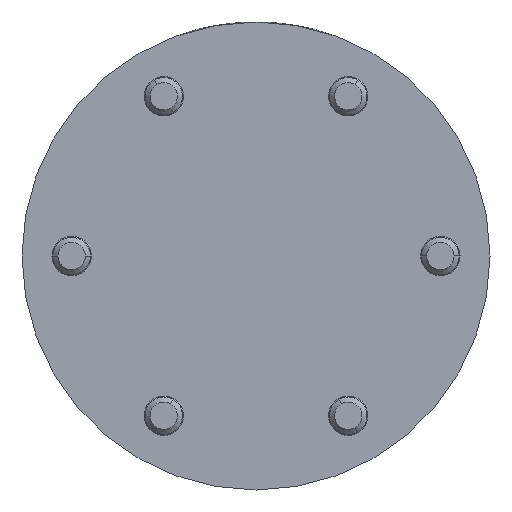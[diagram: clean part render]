
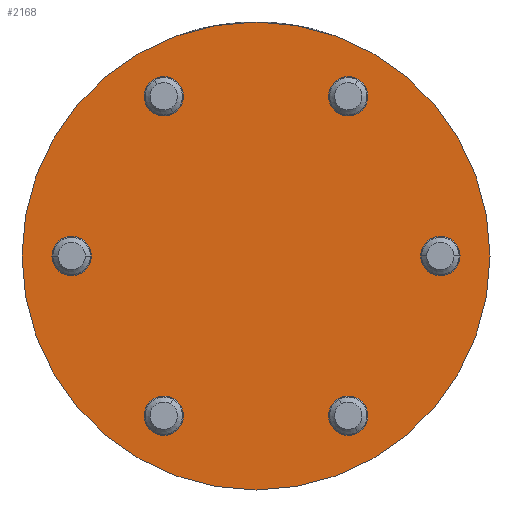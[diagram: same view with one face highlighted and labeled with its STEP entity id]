
A CAD part, front view. The second image highlights one B-rep face of the part: STEP entity #2168.
In plain terms, the highlighted planar face has unit normal (0, -1, 0).
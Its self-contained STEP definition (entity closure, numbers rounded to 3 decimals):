
#1602=VERTEX_POINT('',#3909);
#1668=EDGE_CURVE('',#3134,#1934,#3982,.T.);
#1736=EDGE_CURVE('',#1808,#3130,#4060,.T.);
#1808=VERTEX_POINT('',#4141);
#1826=VERTEX_POINT('',#4160);
#1912=EDGE_CURVE('',#2724,#2828,#4255,.T.);
#1914=VERTEX_POINT('',#4257);
#1934=VERTEX_POINT('',#4278);
#2018=EDGE_CURVE('',#1602,#2180,#4371,.T.);
#2078=EDGE_CURVE('',#2828,#2724,#4457,.T.);
#2168=ADVANCED_FACE('',(#4553,#4554,#4555,#4556,#4557,#4558,#4559),#4560,.T.);
#2176=EDGE_CURVE('',#3370,#1914,#4569,.T.);
#2180=VERTEX_POINT('',#4574);
#2198=VERTEX_POINT('',#4594);
#2300=EDGE_CURVE('',#1914,#3370,#4712,.T.);
#2304=EDGE_CURVE('',#1934,#3134,#4716,.T.);
#2514=VERTEX_POINT('',#4946);
#2682=EDGE_CURVE('',#2198,#1826,#5131,.T.);
#2724=VERTEX_POINT('',#5179);
#2816=VERTEX_POINT('',#5279);
#2822=EDGE_CURVE('',#3130,#1808,#5286,.T.);
#2828=VERTEX_POINT('',#5293);
#3092=EDGE_CURVE('',#2514,#2816,#5582,.T.);
#3130=VERTEX_POINT('',#5625);
#3134=VERTEX_POINT('',#5629);
#3346=EDGE_CURVE('',#1826,#2198,#5862,.T.);
#3352=EDGE_CURVE('',#2180,#1602,#5869,.T.);
#3370=VERTEX_POINT('',#5888);
#3374=EDGE_CURVE('',#2816,#2514,#5893,.T.);
#3909=CARTESIAN_POINT('',(-21.8,0.,0.));
#3982=CIRCLE('',#7057,2.1);
#4060=CIRCLE('',#7161,2.1);
#4141=CARTESIAN_POINT('',(-10.9,0.,18.879));
#4160=CARTESIAN_POINT('',(-8.8,0.,-15.242));
#4255=CIRCLE('',#7455,2.1);
#4257=CARTESIAN_POINT('',(10.9,0.,-18.879));
#4278=CARTESIAN_POINT('',(17.6,0.0,0.));
#4371=CIRCLE('',#7663,2.1);
#4457=CIRCLE('',#7809,2.1);
#4553=FACE_BOUND('',#7945,.T.);
#4554=FACE_BOUND('',#7946,.T.);
#4555=FACE_BOUND('',#7947,.T.);
#4556=FACE_BOUND('',#7948,.T.);
#4557=FACE_BOUND('',#7949,.T.);
#4558=FACE_BOUND('',#7950,.T.);
#4559=FACE_OUTER_BOUND('',#7951,.T.);
#4560=PLANE('',#7952);
#4569=CIRCLE('',#7965,2.1);
#4574=CARTESIAN_POINT('',(-17.6,0.,0.));
#4594=CARTESIAN_POINT('',(-10.9,0.,-18.879));
#4712=CIRCLE('',#8153,2.1);
#4716=CIRCLE('',#8158,2.1);
#4946=CARTESIAN_POINT('',(-25.0,0.0,0.));
#5131=CIRCLE('',#8894,2.1);
#5179=CARTESIAN_POINT('',(8.8,0.,15.242));
#5279=CARTESIAN_POINT('',(25.0,0.0,0.0));
#5286=CIRCLE('',#9169,2.1);
#5293=CARTESIAN_POINT('',(10.9,0.,18.879));
#5582=CIRCLE('',#9605,25.0);
#5625=CARTESIAN_POINT('',(-8.8,0.,15.242));
#5629=CARTESIAN_POINT('',(21.8,0.,0.));
#5862=CIRCLE('',#10114,2.1);
#5869=CIRCLE('',#10122,2.1);
#5888=CARTESIAN_POINT('',(8.8,0.,-15.242));
#5893=CIRCLE('',#10152,25.0);
#7057=AXIS2_PLACEMENT_3D('',#10859,#10860,#10861);
#7161=AXIS2_PLACEMENT_3D('',#10954,#10955,#10956);
#7455=AXIS2_PLACEMENT_3D('',#11175,#11176,#11177);
#7663=AXIS2_PLACEMENT_3D('',#11308,#11309,#11310);
#7809=AXIS2_PLACEMENT_3D('',#11452,#11453,#11454);
#7945=EDGE_LOOP('',(#11545,#11546));
#7946=EDGE_LOOP('',(#11547,#11548));
#7947=EDGE_LOOP('',(#11549,#11550));
#7948=EDGE_LOOP('',(#11551,#11552));
#7949=EDGE_LOOP('',(#11553,#11554));
#7950=EDGE_LOOP('',(#11555,#11556));
#7951=EDGE_LOOP('',(#11557,#11558));
#7952=AXIS2_PLACEMENT_3D('',#11559,#11560,#11561);
#7965=AXIS2_PLACEMENT_3D('',#11574,#11575,#11576);
#8153=AXIS2_PLACEMENT_3D('',#11751,#11752,#11753);
#8158=AXIS2_PLACEMENT_3D('',#11754,#11755,#11756);
#8894=AXIS2_PLACEMENT_3D('',#12210,#12211,#12212);
#9169=AXIS2_PLACEMENT_3D('',#12362,#12363,#12364);
#9605=AXIS2_PLACEMENT_3D('',#12708,#12709,#12710);
#10114=AXIS2_PLACEMENT_3D('',#13004,#13005,#13006);
#10122=AXIS2_PLACEMENT_3D('',#13015,#13016,#13017);
#10152=AXIS2_PLACEMENT_3D('',#13038,#13039,#13040);
#10859=CARTESIAN_POINT('',(19.7,0.,0.));
#10860=DIRECTION('',(0.0,1.0,0.0));
#10861=DIRECTION('',(-1.0,0.0,0.));
#10954=CARTESIAN_POINT('',(-9.85,0.,17.061));
#10955=DIRECTION('',(0.0,1.0,0.0));
#10956=DIRECTION('',(0.5,0.0,-0.866));
#11175=CARTESIAN_POINT('',(9.85,0.,17.061));
#11176=DIRECTION('',(0.0,1.0,0.0));
#11177=DIRECTION('',(-0.5,0.0,-0.866));
#11308=CARTESIAN_POINT('',(-19.7,0.,0.0));
#11309=DIRECTION('',(-0.0,1.0,0.0));
#11310=DIRECTION('',(1.0,0.0,0.0));
#11452=CARTESIAN_POINT('',(9.85,0.,17.061));
#11453=DIRECTION('',(0.0,1.0,0.0));
#11454=DIRECTION('',(-0.5,0.0,-0.866));
#11545=ORIENTED_EDGE('',*,*,#2682,.T.);
#11546=ORIENTED_EDGE('',*,*,#3346,.T.);
#11547=ORIENTED_EDGE('',*,*,#2300,.T.);
#11548=ORIENTED_EDGE('',*,*,#2176,.T.);
#11549=ORIENTED_EDGE('',*,*,#1668,.T.);
#11550=ORIENTED_EDGE('',*,*,#2304,.T.);
#11551=ORIENTED_EDGE('',*,*,#2078,.T.);
#11552=ORIENTED_EDGE('',*,*,#1912,.T.);
#11553=ORIENTED_EDGE('',*,*,#1736,.T.);
#11554=ORIENTED_EDGE('',*,*,#2822,.T.);
#11555=ORIENTED_EDGE('',*,*,#2018,.T.);
#11556=ORIENTED_EDGE('',*,*,#3352,.T.);
#11557=ORIENTED_EDGE('',*,*,#3374,.F.);
#11558=ORIENTED_EDGE('',*,*,#3092,.F.);
#11559=CARTESIAN_POINT('',(12.5,0.0,0.0));
#11560=DIRECTION('',(-0.0,-1.0,-0.0));
#11561=DIRECTION('',(-1.0,0.0,0.0));
#11574=CARTESIAN_POINT('',(9.85,0.,-17.061));
#11575=DIRECTION('',(0.0,1.0,0.0));
#11576=DIRECTION('',(-0.5,0.0,0.866));
#11751=CARTESIAN_POINT('',(9.85,0.,-17.061));
#11752=DIRECTION('',(0.0,1.0,0.0));
#11753=DIRECTION('',(-0.5,0.0,0.866));
#11754=CARTESIAN_POINT('',(19.7,0.,0.));
#11755=DIRECTION('',(0.0,1.0,0.0));
#11756=DIRECTION('',(-1.0,0.0,0.));
#12210=CARTESIAN_POINT('',(-9.85,0.,-17.061));
#12211=DIRECTION('',(-0.0,1.0,0.0));
#12212=DIRECTION('',(0.5,0.0,0.866));
#12362=CARTESIAN_POINT('',(-9.85,0.,17.061));
#12363=DIRECTION('',(0.0,1.0,0.0));
#12364=DIRECTION('',(0.5,0.0,-0.866));
#12708=CARTESIAN_POINT('',(0.0,0.0,0.0));
#12709=DIRECTION('',(-0.0,1.0,0.0));
#12710=DIRECTION('',(1.0,0.0,0.0));
#13004=CARTESIAN_POINT('',(-9.85,0.,-17.061));
#13005=DIRECTION('',(-0.0,1.0,0.0));
#13006=DIRECTION('',(0.5,0.0,0.866));
#13015=CARTESIAN_POINT('',(-19.7,0.,0.0));
#13016=DIRECTION('',(-0.0,1.0,0.0));
#13017=DIRECTION('',(1.0,0.0,0.0));
#13038=CARTESIAN_POINT('',(0.0,0.0,0.0));
#13039=DIRECTION('',(-0.0,1.0,0.0));
#13040=DIRECTION('',(1.0,0.0,0.0));
